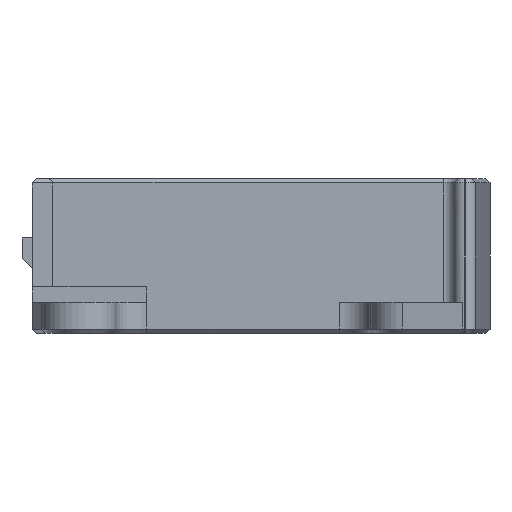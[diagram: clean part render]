
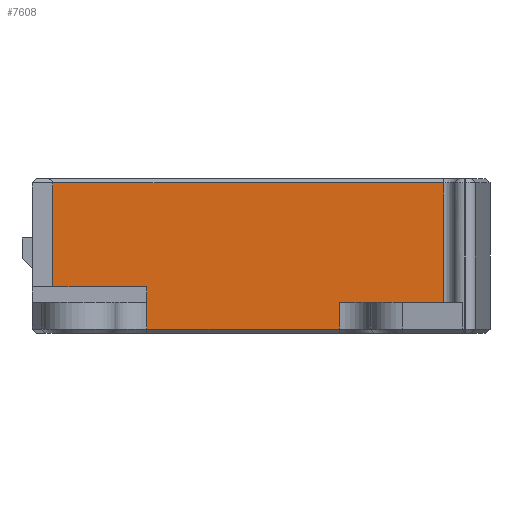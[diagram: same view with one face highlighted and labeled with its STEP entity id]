
A CAD part, left-side view. The second image highlights one B-rep face of the part: STEP entity #7608.
In plain terms, the highlighted planar face has unit normal (-1, 0, 0).
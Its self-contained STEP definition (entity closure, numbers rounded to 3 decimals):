
#724=FACE_OUTER_BOUND('',#1184,.T.);
#1184=EDGE_LOOP('',(#6644,#6645,#6646,#6647,#6648,#6649,#6650,#6651,#6652,
#6653));
#1246=LINE('',#10674,#1991);
#1269=LINE('',#10756,#2014);
#1270=LINE('',#10757,#2015);
#1290=LINE('',#10822,#2035);
#1348=LINE('',#10961,#2093);
#1349=LINE('',#10965,#2094);
#1793=LINE('',#12453,#2538);
#1931=LINE('',#12933,#2676);
#1933=LINE('',#12937,#2678);
#1991=VECTOR('',#8425,10.);
#2014=VECTOR('',#8490,10.);
#2015=VECTOR('',#8491,10.);
#2035=VECTOR('',#8555,10.);
#2093=VECTOR('',#8675,10.);
#2094=VECTOR('',#8680,10.);
#2538=VECTOR('',#10002,10.);
#2676=VECTOR('',#10450,10.);
#2678=VECTOR('',#10456,10.);
#2774=CIRCLE('',#7744,0.5);
#3022=VERTEX_POINT('',#10670);
#3024=VERTEX_POINT('',#10673);
#3057=VERTEX_POINT('',#10746);
#3061=VERTEX_POINT('',#10753);
#3062=VERTEX_POINT('',#10755);
#3085=VERTEX_POINT('',#10820);
#3104=VERTEX_POINT('',#10871);
#3135=VERTEX_POINT('',#10960);
#3136=VERTEX_POINT('',#10964);
#3569=VERTEX_POINT('',#12448);
#3691=EDGE_CURVE('',#3024,#3022,#1246,.T.);
#3730=EDGE_CURVE('',#3061,#3062,#1269,.T.);
#3731=EDGE_CURVE('',#3062,#3057,#1270,.T.);
#3763=EDGE_CURVE('',#3085,#3061,#1290,.T.);
#3832=EDGE_CURVE('',#3057,#3135,#1348,.F.);
#3833=EDGE_CURVE('',#3104,#3135,#2774,.T.);
#3834=EDGE_CURVE('',#3104,#3136,#1349,.T.);
#4513=EDGE_CURVE('',#3569,#3085,#1793,.T.);
#4710=EDGE_CURVE('',#3024,#3569,#1931,.T.);
#4712=EDGE_CURVE('',#3136,#3022,#1933,.T.);
#6644=ORIENTED_EDGE('',*,*,#3834,.F.);
#6645=ORIENTED_EDGE('',*,*,#3833,.T.);
#6646=ORIENTED_EDGE('',*,*,#3832,.F.);
#6647=ORIENTED_EDGE('',*,*,#3731,.F.);
#6648=ORIENTED_EDGE('',*,*,#3730,.F.);
#6649=ORIENTED_EDGE('',*,*,#3763,.F.);
#6650=ORIENTED_EDGE('',*,*,#4513,.F.);
#6651=ORIENTED_EDGE('',*,*,#4710,.F.);
#6652=ORIENTED_EDGE('',*,*,#3691,.T.);
#6653=ORIENTED_EDGE('',*,*,#4712,.F.);
#7205=PLANE('',#8341);
#7608=ADVANCED_FACE('',(#724),#7205,.F.);
#7744=AXIS2_PLACEMENT_3D('',#10962,#8676,#8677);
#8341=AXIS2_PLACEMENT_3D('',#12936,#10454,#10455);
#8425=DIRECTION('',(0.,-1.,0.));
#8490=DIRECTION('',(0.,0.,1.));
#8491=DIRECTION('',(0.,1.,0.));
#8555=DIRECTION('',(0.,0.,1.));
#8675=DIRECTION('',(0.,0.,-1.));
#8676=DIRECTION('center_axis',(1.,0.,0.));
#8677=DIRECTION('ref_axis',(0.,-0.707,0.707));
#8680=DIRECTION('',(0.,-1.,0.));
#10002=DIRECTION('',(0.,1.,0.));
#10450=DIRECTION('',(0.,0.,-1.));
#10454=DIRECTION('center_axis',(1.,0.,0.));
#10455=DIRECTION('ref_axis',(0.,1.,0.));
#10456=DIRECTION('',(0.,0.,-1.));
#10670=CARTESIAN_POINT('',(-9.988,-17.5,3.));
#10673=CARTESIAN_POINT('',(-9.988,-7.373,3.));
#10674=CARTESIAN_POINT('',(-9.988,-15.718,3.));
#10746=CARTESIAN_POINT('',(-9.988,20.5,4.5));
#10753=CARTESIAN_POINT('',(-9.988,11.373,3.));
#10755=CARTESIAN_POINT('',(-9.988,11.373,4.5));
#10756=CARTESIAN_POINT('',(-9.988,11.373,0.));
#10757=CARTESIAN_POINT('',(-9.989,22.5,4.5));
#10820=CARTESIAN_POINT('',(-9.988,11.373,0.4));
#10822=CARTESIAN_POINT('',(-9.988,11.373,0.));
#10871=CARTESIAN_POINT('',(-9.989,20.51,14.6));
#10960=CARTESIAN_POINT('',(-9.989,20.5,14.5));
#10961=CARTESIAN_POINT('',(-9.988,20.5,7.5));
#10962=CARTESIAN_POINT('Origin',(-9.989,21.,14.5));
#10964=CARTESIAN_POINT('',(-9.988,-17.5,14.6));
#10965=CARTESIAN_POINT('',(-9.988,2.5,14.6));
#12448=CARTESIAN_POINT('',(-9.988,-7.373,0.4));
#12453=CARTESIAN_POINT('',(-9.988,-17.5,0.4));
#12933=CARTESIAN_POINT('',(-9.988,-7.373,0.));
#12936=CARTESIAN_POINT('Origin',(-9.988,-18.5,0.));
#12937=CARTESIAN_POINT('',(-9.988,-17.5,1.5));
